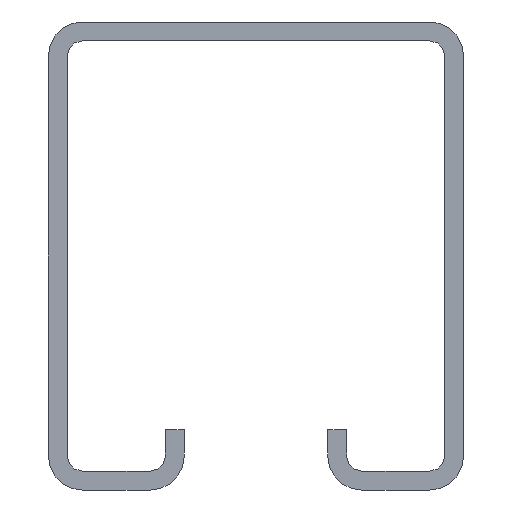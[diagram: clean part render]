
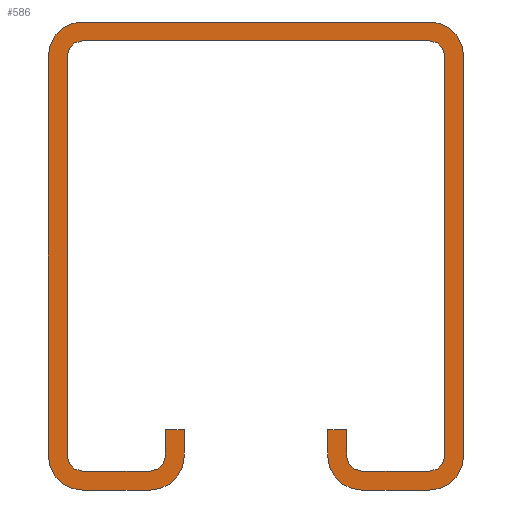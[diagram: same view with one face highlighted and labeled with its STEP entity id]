
A CAD part, front view. The second image highlights one B-rep face of the part: STEP entity #586.
In plain terms, the highlighted planar face has unit normal (0, -1, 0).
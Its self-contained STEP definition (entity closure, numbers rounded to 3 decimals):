
#32=PLANE('',#660);
#62=FACE_OUTER_BOUND('',#92,.T.);
#92=EDGE_LOOP('',(#517,#518,#519,#520,#521,#522,#523,#524,#525,#526,#527,
#528,#529,#530,#531,#532,#533,#534,#535,#536,#537,#538,#539,#540,#541,#542,
#543,#544));
#96=LINE('',#845,#156);
#100=LINE('',#857,#160);
#104=LINE('',#869,#164);
#107=LINE('',#875,#167);
#110=LINE('',#881,#170);
#114=LINE('',#893,#174);
#118=LINE('',#905,#178);
#125=LINE('',#927,#185);
#129=LINE('',#939,#189);
#133=LINE('',#951,#193);
#136=LINE('',#957,#196);
#139=LINE('',#963,#199);
#143=LINE('',#975,#203);
#147=LINE('',#987,#207);
#150=LINE('',#996,#210);
#152=LINE('',#999,#212);
#156=VECTOR('',#674,10.);
#160=VECTOR('',#686,10.);
#164=VECTOR('',#698,10.);
#167=VECTOR('',#703,10.);
#170=VECTOR('',#708,10.);
#174=VECTOR('',#720,10.);
#178=VECTOR('',#732,10.);
#185=VECTOR('',#753,10.);
#189=VECTOR('',#765,10.);
#193=VECTOR('',#777,10.);
#196=VECTOR('',#782,10.);
#199=VECTOR('',#787,10.);
#203=VECTOR('',#799,10.);
#207=VECTOR('',#811,10.);
#210=VECTOR('',#822,10.);
#212=VECTOR('',#826,10.);
#214=CIRCLE('',#609,4.5);
#216=CIRCLE('',#613,4.5);
#218=CIRCLE('',#617,4.5);
#220=CIRCLE('',#623,2.);
#222=CIRCLE('',#627,2.);
#224=CIRCLE('',#631,2.);
#226=CIRCLE('',#634,4.5);
#228=CIRCLE('',#638,4.5);
#230=CIRCLE('',#642,4.5);
#232=CIRCLE('',#648,2.);
#234=CIRCLE('',#652,2.);
#236=CIRCLE('',#656,2.);
#239=VERTEX_POINT('',#836);
#240=VERTEX_POINT('',#838);
#242=VERTEX_POINT('',#844);
#244=VERTEX_POINT('',#850);
#246=VERTEX_POINT('',#856);
#248=VERTEX_POINT('',#862);
#250=VERTEX_POINT('',#868);
#252=VERTEX_POINT('',#874);
#254=VERTEX_POINT('',#880);
#256=VERTEX_POINT('',#886);
#258=VERTEX_POINT('',#892);
#260=VERTEX_POINT('',#898);
#262=VERTEX_POINT('',#904);
#264=VERTEX_POINT('',#910);
#267=VERTEX_POINT('',#917);
#268=VERTEX_POINT('',#919);
#270=VERTEX_POINT('',#925);
#272=VERTEX_POINT('',#931);
#274=VERTEX_POINT('',#937);
#276=VERTEX_POINT('',#943);
#278=VERTEX_POINT('',#949);
#280=VERTEX_POINT('',#955);
#282=VERTEX_POINT('',#961);
#284=VERTEX_POINT('',#967);
#286=VERTEX_POINT('',#973);
#288=VERTEX_POINT('',#979);
#290=VERTEX_POINT('',#985);
#292=VERTEX_POINT('',#991);
#295=EDGE_CURVE('',#239,#240,#214,.T.);
#298=EDGE_CURVE('',#240,#242,#96,.T.);
#301=EDGE_CURVE('',#242,#244,#216,.T.);
#304=EDGE_CURVE('',#244,#246,#100,.T.);
#307=EDGE_CURVE('',#246,#248,#218,.T.);
#310=EDGE_CURVE('',#248,#250,#104,.T.);
#313=EDGE_CURVE('',#250,#252,#107,.T.);
#316=EDGE_CURVE('',#252,#254,#110,.T.);
#319=EDGE_CURVE('',#254,#256,#220,.T.);
#322=EDGE_CURVE('',#256,#258,#114,.T.);
#325=EDGE_CURVE('',#258,#260,#222,.T.);
#328=EDGE_CURVE('',#260,#262,#118,.T.);
#331=EDGE_CURVE('',#262,#264,#224,.T.);
#335=EDGE_CURVE('',#268,#267,#226,.T.);
#339=EDGE_CURVE('',#267,#270,#125,.T.);
#342=EDGE_CURVE('',#270,#272,#228,.T.);
#345=EDGE_CURVE('',#272,#274,#129,.T.);
#348=EDGE_CURVE('',#274,#276,#230,.T.);
#351=EDGE_CURVE('',#276,#278,#133,.T.);
#354=EDGE_CURVE('',#278,#280,#136,.T.);
#357=EDGE_CURVE('',#280,#282,#139,.T.);
#360=EDGE_CURVE('',#282,#284,#232,.T.);
#363=EDGE_CURVE('',#284,#286,#143,.T.);
#366=EDGE_CURVE('',#286,#288,#234,.T.);
#369=EDGE_CURVE('',#288,#290,#147,.T.);
#372=EDGE_CURVE('',#290,#292,#236,.T.);
#374=EDGE_CURVE('',#292,#264,#150,.T.);
#376=EDGE_CURVE('',#239,#268,#152,.T.);
#517=ORIENTED_EDGE('',*,*,#376,.T.);
#518=ORIENTED_EDGE('',*,*,#335,.T.);
#519=ORIENTED_EDGE('',*,*,#339,.T.);
#520=ORIENTED_EDGE('',*,*,#342,.T.);
#521=ORIENTED_EDGE('',*,*,#345,.T.);
#522=ORIENTED_EDGE('',*,*,#348,.T.);
#523=ORIENTED_EDGE('',*,*,#351,.T.);
#524=ORIENTED_EDGE('',*,*,#354,.T.);
#525=ORIENTED_EDGE('',*,*,#357,.T.);
#526=ORIENTED_EDGE('',*,*,#360,.T.);
#527=ORIENTED_EDGE('',*,*,#363,.T.);
#528=ORIENTED_EDGE('',*,*,#366,.T.);
#529=ORIENTED_EDGE('',*,*,#369,.T.);
#530=ORIENTED_EDGE('',*,*,#372,.T.);
#531=ORIENTED_EDGE('',*,*,#374,.T.);
#532=ORIENTED_EDGE('',*,*,#331,.F.);
#533=ORIENTED_EDGE('',*,*,#328,.F.);
#534=ORIENTED_EDGE('',*,*,#325,.F.);
#535=ORIENTED_EDGE('',*,*,#322,.F.);
#536=ORIENTED_EDGE('',*,*,#319,.F.);
#537=ORIENTED_EDGE('',*,*,#316,.F.);
#538=ORIENTED_EDGE('',*,*,#313,.F.);
#539=ORIENTED_EDGE('',*,*,#310,.F.);
#540=ORIENTED_EDGE('',*,*,#307,.F.);
#541=ORIENTED_EDGE('',*,*,#304,.F.);
#542=ORIENTED_EDGE('',*,*,#301,.F.);
#543=ORIENTED_EDGE('',*,*,#298,.F.);
#544=ORIENTED_EDGE('',*,*,#295,.F.);
#586=ADVANCED_FACE('',(#62),#32,.F.);
#609=AXIS2_PLACEMENT_3D('',#839,#668,#669);
#613=AXIS2_PLACEMENT_3D('',#851,#680,#681);
#617=AXIS2_PLACEMENT_3D('',#863,#692,#693);
#623=AXIS2_PLACEMENT_3D('',#887,#714,#715);
#627=AXIS2_PLACEMENT_3D('',#899,#726,#727);
#631=AXIS2_PLACEMENT_3D('',#911,#738,#739);
#634=AXIS2_PLACEMENT_3D('',#920,#746,#747);
#638=AXIS2_PLACEMENT_3D('',#933,#759,#760);
#642=AXIS2_PLACEMENT_3D('',#945,#771,#772);
#648=AXIS2_PLACEMENT_3D('',#969,#793,#794);
#652=AXIS2_PLACEMENT_3D('',#981,#805,#806);
#656=AXIS2_PLACEMENT_3D('',#993,#817,#818);
#660=AXIS2_PLACEMENT_3D('',#1001,#829,#830);
#668=DIRECTION('center_axis',(0.,1.,0.));
#669=DIRECTION('ref_axis',(0.,0.,1.));
#674=DIRECTION('',(0.,0.,-1.));
#680=DIRECTION('center_axis',(0.,1.,0.));
#681=DIRECTION('ref_axis',(1.,0.,0.));
#686=DIRECTION('',(-1.,0.,0.));
#692=DIRECTION('center_axis',(0.,1.,0.));
#693=DIRECTION('ref_axis',(0.,0.,-1.));
#698=DIRECTION('',(0.,0.,1.));
#703=DIRECTION('',(1.,0.,0.));
#708=DIRECTION('',(0.,0.,-1.));
#714=DIRECTION('center_axis',(0.,-1.,0.));
#715=DIRECTION('ref_axis',(0.,0.,1.));
#720=DIRECTION('',(1.,0.,0.));
#726=DIRECTION('center_axis',(0.,-1.,0.));
#727=DIRECTION('ref_axis',(-1.,0.,0.));
#732=DIRECTION('',(0.,0.,1.));
#738=DIRECTION('center_axis',(0.,-1.,0.));
#739=DIRECTION('ref_axis',(0.,0.,-1.));
#746=DIRECTION('center_axis',(0.,-1.,0.));
#747=DIRECTION('ref_axis',(0.,0.,1.));
#753=DIRECTION('',(0.,0.,-1.));
#759=DIRECTION('center_axis',(0.,-1.,0.));
#760=DIRECTION('ref_axis',(-1.,0.,0.));
#765=DIRECTION('',(1.,0.,0.));
#771=DIRECTION('center_axis',(0.,-1.,0.));
#772=DIRECTION('ref_axis',(0.,0.,-1.));
#777=DIRECTION('',(0.,0.,1.));
#782=DIRECTION('',(-1.,0.,0.));
#787=DIRECTION('',(0.,0.,-1.));
#793=DIRECTION('center_axis',(0.,1.,0.));
#794=DIRECTION('ref_axis',(0.,0.,1.));
#799=DIRECTION('',(-1.,0.,0.));
#805=DIRECTION('center_axis',(0.,1.,0.));
#806=DIRECTION('ref_axis',(1.,0.,0.));
#811=DIRECTION('',(0.,0.,1.));
#817=DIRECTION('center_axis',(0.,1.,0.));
#818=DIRECTION('ref_axis',(0.,0.,-1.));
#822=DIRECTION('',(1.,0.,0.));
#826=DIRECTION('',(-1.,0.,0.));
#829=DIRECTION('center_axis',(0.,1.,0.));
#830=DIRECTION('ref_axis',(0.,0.,1.));
#836=CARTESIAN_POINT('',(23.,-1900.,0.));
#838=CARTESIAN_POINT('',(27.5,-1900.,-4.5));
#839=CARTESIAN_POINT('Origin',(23.,-1900.,-4.5));
#844=CARTESIAN_POINT('',(27.5,-1900.,-57.5));
#845=CARTESIAN_POINT('',(27.5,-1900.,-4.5));
#850=CARTESIAN_POINT('',(23.,-1900.,-62.));
#851=CARTESIAN_POINT('Origin',(23.,-1900.,-57.5));
#856=CARTESIAN_POINT('',(14.,-1900.,-62.));
#857=CARTESIAN_POINT('',(23.,-1900.,-62.));
#862=CARTESIAN_POINT('',(9.5,-1900.,-57.5));
#863=CARTESIAN_POINT('Origin',(14.,-1900.,-57.5));
#868=CARTESIAN_POINT('',(9.5,-1900.,-54.));
#869=CARTESIAN_POINT('',(9.5,-1900.,-57.5));
#874=CARTESIAN_POINT('',(12.,-1900.,-54.));
#875=CARTESIAN_POINT('',(9.5,-1900.,-54.));
#880=CARTESIAN_POINT('',(12.,-1900.,-57.5));
#881=CARTESIAN_POINT('',(12.,-1900.,-54.));
#886=CARTESIAN_POINT('',(14.,-1900.,-59.5));
#887=CARTESIAN_POINT('Origin',(14.,-1900.,-57.5));
#892=CARTESIAN_POINT('',(23.,-1900.,-59.5));
#893=CARTESIAN_POINT('',(14.,-1900.,-59.5));
#898=CARTESIAN_POINT('',(25.,-1900.,-57.5));
#899=CARTESIAN_POINT('Origin',(23.,-1900.,-57.5));
#904=CARTESIAN_POINT('',(25.,-1900.,-4.5));
#905=CARTESIAN_POINT('',(25.,-1900.,-57.5));
#910=CARTESIAN_POINT('',(23.,-1900.,-2.5));
#911=CARTESIAN_POINT('Origin',(23.,-1900.,-4.5));
#917=CARTESIAN_POINT('',(-27.5,-1900.,-4.5));
#919=CARTESIAN_POINT('',(-23.,-1900.,0.));
#920=CARTESIAN_POINT('Origin',(-23.,-1900.,-4.5));
#925=CARTESIAN_POINT('',(-27.5,-1900.,-57.5));
#927=CARTESIAN_POINT('',(-27.5,-1900.,-4.5));
#931=CARTESIAN_POINT('',(-23.,-1900.,-62.));
#933=CARTESIAN_POINT('Origin',(-23.,-1900.,-57.5));
#937=CARTESIAN_POINT('',(-14.,-1900.,-62.));
#939=CARTESIAN_POINT('',(-23.,-1900.,-62.));
#943=CARTESIAN_POINT('',(-9.5,-1900.,-57.5));
#945=CARTESIAN_POINT('Origin',(-14.,-1900.,-57.5));
#949=CARTESIAN_POINT('',(-9.5,-1900.,-54.));
#951=CARTESIAN_POINT('',(-9.5,-1900.,-57.5));
#955=CARTESIAN_POINT('',(-12.,-1900.,-54.));
#957=CARTESIAN_POINT('',(-9.5,-1900.,-54.));
#961=CARTESIAN_POINT('',(-12.,-1900.,-57.5));
#963=CARTESIAN_POINT('',(-12.,-1900.,-54.));
#967=CARTESIAN_POINT('',(-14.,-1900.,-59.5));
#969=CARTESIAN_POINT('Origin',(-14.,-1900.,-57.5));
#973=CARTESIAN_POINT('',(-23.,-1900.,-59.5));
#975=CARTESIAN_POINT('',(-14.,-1900.,-59.5));
#979=CARTESIAN_POINT('',(-25.,-1900.,-57.5));
#981=CARTESIAN_POINT('Origin',(-23.,-1900.,-57.5));
#985=CARTESIAN_POINT('',(-25.,-1900.,-4.5));
#987=CARTESIAN_POINT('',(-25.,-1900.,-57.5));
#991=CARTESIAN_POINT('',(-23.,-1900.,-2.5));
#993=CARTESIAN_POINT('Origin',(-23.,-1900.,-4.5));
#996=CARTESIAN_POINT('',(-23.,-1900.,-2.5));
#999=CARTESIAN_POINT('',(0.,-1900.,0.));
#1001=CARTESIAN_POINT('Origin',(-20.613,-1900.,-29.202));
